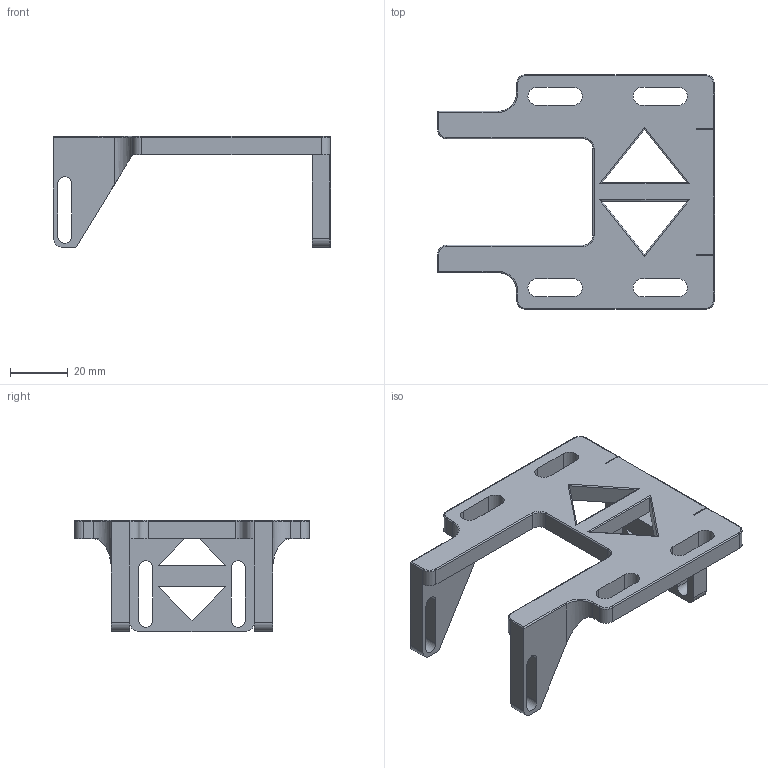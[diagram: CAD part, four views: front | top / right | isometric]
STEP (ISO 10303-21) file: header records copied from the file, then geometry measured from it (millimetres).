
FILE_DESCRIPTION(/* description */ (''),/* implementation_level */ '2;1');
FILE_NAME(/* name */ 'GearMount_v2.step',/* time_stamp */ '2022-08-29T12:25:42-05:00',/* author */ (''),/* organization */ (''),/* preprocessor_version */ 'ST-DEVELOPER v19',/* originating_system */ 'Autodesk Translation Framework v11.7.0.108',/* authorisation */ '');
FILE_SCHEMA (('AUTOMOTIVE_DESIGN { 1 0 10303 214 3 1 1 }'));
Length unit declared in the file: inch
Products named in the file (1): GearMount_v2
Bounding box: 95.72 x 81.1 x 38.38 mm (x, y, z)
Volume: 37704.1 mm3; surface area: 19743.9 mm2
Topology: 1 solids, 1 shells, 134 faces, 347 edges, 214 vertices
Faces by surface type: plane 61, cylinder 61, torus 12
Entity records: 4134 total; most frequent: DIRECTION 733, CARTESIAN_POINT 696, ORIENTED_EDGE 694, EDGE_CURVE 347, AXIS2_PLACEMENT_3D 251, LINE 231, VECTOR 231, VERTEX_POINT 214
